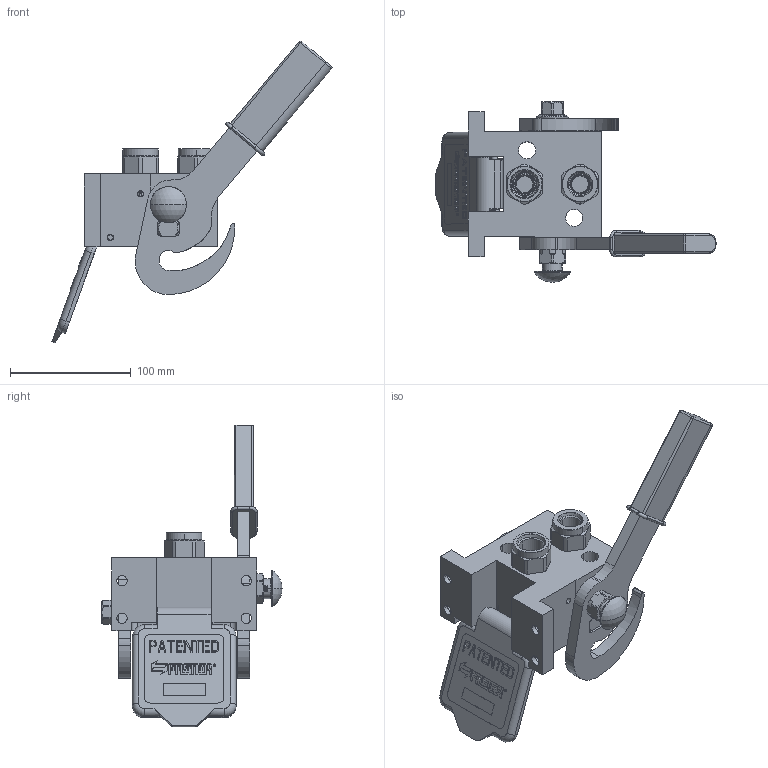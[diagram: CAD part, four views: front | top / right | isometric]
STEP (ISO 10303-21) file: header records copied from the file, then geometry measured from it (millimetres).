
FILE_DESCRIPTION (( 'STEP AP214' ), '1' );
FILE_NAME ('FASTER.step', '2024-02-06T13:01:46', ( '' ), ( '' ), 'SwSTEP 2.0', 'SolidWorks 2017', '' );
FILE_SCHEMA (( 'AUTOMOTIVE_DESIGN' ));
Length unit declared in the file: millimetre
Products named in the file (33): 4830_001_0005_300; 2ffnb12-0_22_f; curs_molla_12; 4820_001_0004_000; FASTER; 1540_080_0012_000; 4820_024_1012_020; 4820_024_1001_021; 4830_001_0005_301; A_2ffnb12-12s_f; 4820_024_1001_020; A_2ffnb12-0_22_f; 4830_022_0000_011; 4830_025_1000_000; 4820_020_1000_021; 4830_025_0000_001; 4820_024_1012_000_ASM; P208_F_BASE; 4340_014_0000_000; or2x18; 0048_042_0412_000; 2ffnb12-12s_f; 4820_001_0001_004; or1_5x7_m; 4830_025_2000_000; 4830_070_0000_001; 4820_024_1012_000; et012; 4142_072_1000_300; sicura_p5; 4830_024_0001_012
Assembly tree (34 placements, depth 4):
  FASTER
    P208_F_BASE
      4820_020_1000_021
      4830_001_0005_301
      4830_001_0005_300
      4820_001_0001_004
      4820_001_0004_000
    A_2ffnb12-0_22_f
      curs_molla_12
        4340_014_0000_000
        4142_072_1000_300
      2ffnb12-0_22_f
        2ffnb12-0_22_f
    A_2ffnb12-12s_f
      curs_molla_12
        4340_014_0000_000
        4142_072_1000_300
      2ffnb12-12s_f
        2ffnb12-12s_f
    4820_024_1012_000
      4820_024_1012_000_ASM
        4820_024_1012_020
        4820_024_1001_021
      sicura_p5
        4830_025_0000_001
        or1_5x7_m
        0048_042_0412_000
      4830_025_1000_000
      4830_022_0000_011
      4830_070_0000_001
      4820_024_1001_020
      1540_080_0012_000
      4830_025_2000_000
      4830_024_0001_012
      or2x18  x2
    et012
Bounding box: 232.1 x 149.33 x 250.2 mm (x, y, z)
Volume: 129122.9 mm3; surface area: 216739.4 mm2
Topology: 28 solids, 48 shells, 3089 faces, 8154 edges, 5216 vertices
Faces by surface type: plane 1835, cylinder 546, cone 246, bspline 238, torus 180, sphere 44
Entity records: 130672 total; most frequent: CARTESIAN_POINT 51333, ORIENTED_EDGE 15674, DIRECTION 14182, EDGE_CURVE 7989, VECTOR 5458, LINE 5458, VERTEX_POINT 5138, AXIS2_PLACEMENT_3D 4362
